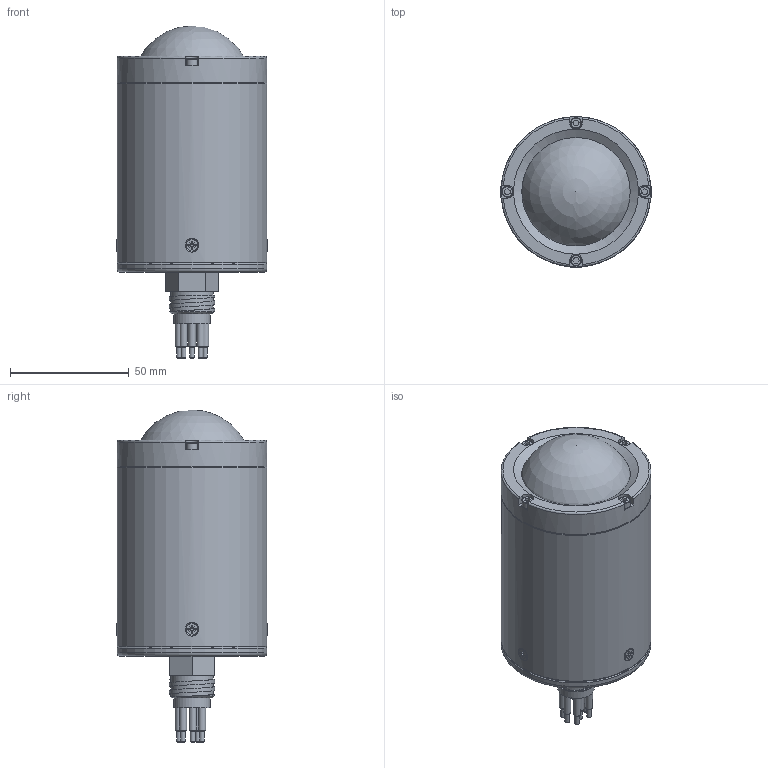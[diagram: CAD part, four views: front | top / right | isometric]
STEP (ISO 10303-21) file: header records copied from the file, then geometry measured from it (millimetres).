
FILE_DESCRIPTION(/* description */ (''),/* implementation_level */ '2;1');
FILE_NAME(/* name */ 'AR208_Thresher_DomePort_MCBH8M.stp',/* time_stamp */ '2022-06-03T19:21:36-04:00',/* author */ ('lfrey'),/* organization */ (''),/* preprocessor_version */ 'ST-DEVELOPER v18.1',/* originating_system */ 'Autodesk Inventor 2022',/* authorisation */ '');
FILE_SCHEMA (('CONFIG_CONTROL_DESIGN'));
Length unit declared in the file: inch
Products named in the file (9): Thresher; BackEndcap copy; HousingCIL027_211_screws; 50mmDome; DomeRetainer; Intertest3.6mmLens; mcbh8m; ANSI B18.6.3 - 4-40 x 3/8, CRFCHMSTII(4); ANSI B18.3 - No. 4 - 40 UNC - 1/2 HS HCS
Assembly tree (14 placements, depth 2):
  Thresher
    BackEndcap copy
    HousingCIL027_211_screws
    50mmDome
    DomeRetainer
    Intertest3.6mmLens
    mcbh8m
    ANSI B18.6.3 - 4-40 x 3/8, CRFCHMSTII(4)  x4
    ANSI B18.3 - No. 4 - 40 UNC - 1/2 HS HCS  x4
Bounding box: 63.19 x 63.19 x 139.54 mm (x, y, z)
Volume: 149949.4 mm3; surface area: 64851.1 mm2
Topology: 14 solids, 15 shells, 590 faces, 1501 edges, 979 vertices
Faces by surface type: plane 237, cone 122, cylinder 98, bspline 90, torus 39, sphere 4
Full cylindrical faces by diameter (mm): 2 x8, 2.013 x4, 2.156 x8, 2.845 x8, 2.946 x4, 3 x8, 3.048 x4, 3.242 x4, 4.648 x4, 4.953 x4, 9.3 x1, 9.5 x1, 9.728 x1, 11.11 x7, 11.3 x2, 12 x1, 12.5 x1, 12.8 x1, 13.4 x1, 15.5 x1, 16 x3, 16.5 x1, 17.9 x2, 19 x2, 34.925 x1, 55.347 x1, 57.988 x2, 58.039 x1, 63 x3
Entity records: 19851 total; most frequent: CARTESIAN_POINT 9538, ORIENTED_EDGE 2116, DIRECTION 1767, EDGE_CURVE 1058, VERTEX_POINT 703, AXIS2_PLACEMENT_3D 639, EDGE_LOOP 507, LINE 489
